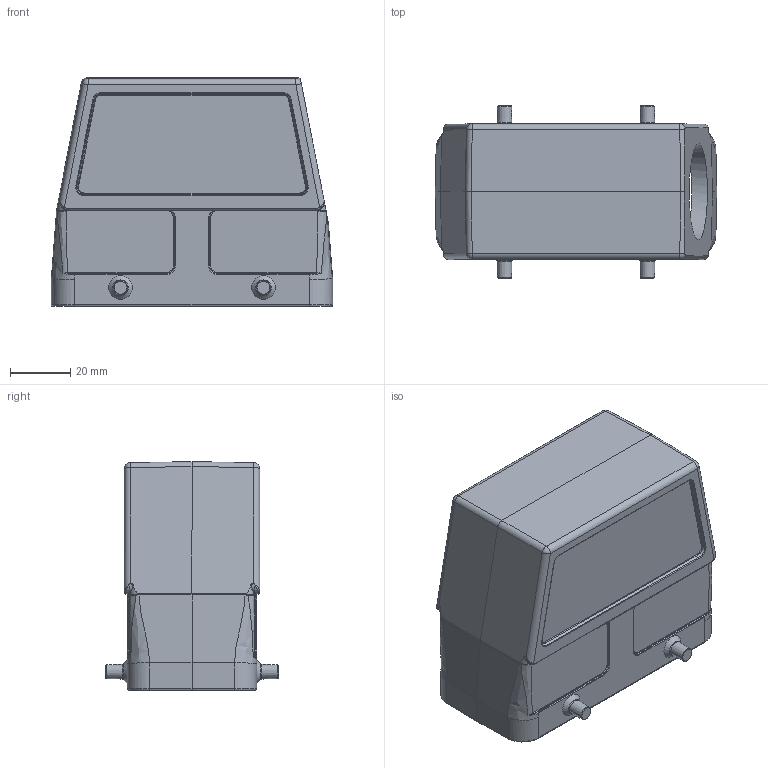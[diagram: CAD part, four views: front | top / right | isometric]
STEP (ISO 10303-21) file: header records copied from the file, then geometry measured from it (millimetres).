
FILE_DESCRIPTION(/* description */ (''),/* implementation_level */ '2;1');
FILE_NAME(/* name */ '100094862ugm000_c.stp',/* time_stamp */ '2017-10-27T12:51:38+02:00',/* author */ (''),/* organization */ (''),/* preprocessor_version */ 'ST-DEVELOPER v16',/* originating_system */ 'SIEMENS PLM Software NX 10.0',/* authorisation */ '');
FILE_SCHEMA (('AUTOMOTIVE_DESIGN { 1 0 10303 214 3 1 1 1 }'));
Length unit declared in the file: millimetre
Products named in the file (1): 100094862ugm000_c
Bounding box: 93.5 x 57.2 x 76 mm (x, y, z)
Volume: 80475.5 mm3; surface area: 41893.2 mm2
Topology: 1 solids, 1 shells, 521 faces, 1633 edges, 1474 vertices
Faces by surface type: plane 174, cylinder 125, bspline 124, torus 51, cone 41, sphere 6
Full cylindrical faces by diameter (mm): 3 x4, 32 x1
Entity records: 22197 total; most frequent: CARTESIAN_POINT 8013, ORIENTED_EDGE 2462, DIRECTION 2313, EDGE_CURVE 1231, AXIS2_PLACEMENT_3D 841, VERTEX_POINT 761, LINE 631, VECTOR 631
